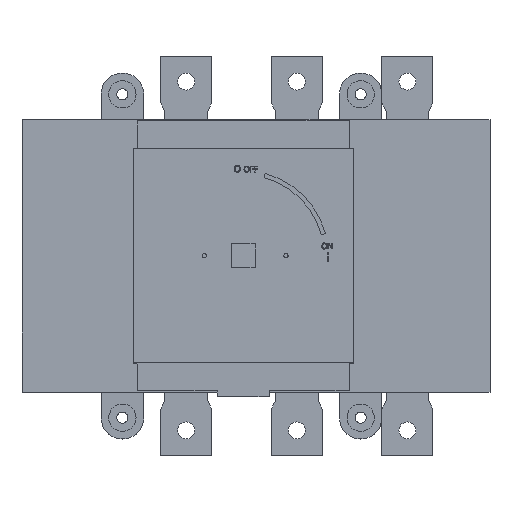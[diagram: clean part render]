
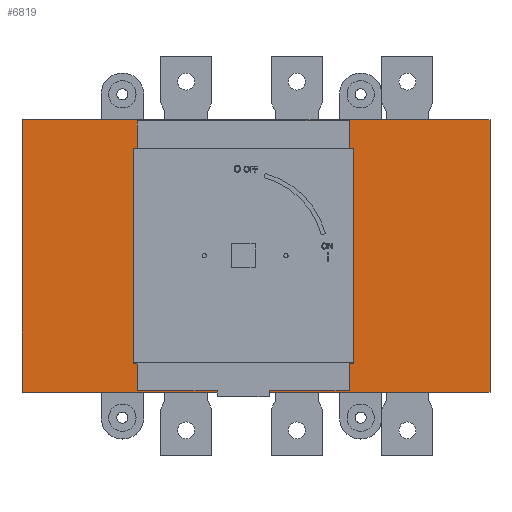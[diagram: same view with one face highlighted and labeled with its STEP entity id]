
A CAD part, top view. The second image highlights one B-rep face of the part: STEP entity #6819.
In plain terms, the highlighted planar face has unit normal (0, 0, 1).
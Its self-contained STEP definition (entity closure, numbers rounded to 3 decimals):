
#3495=CARTESIAN_POINT('',(-62.25,-63.,57.0));
#3496=VERTEX_POINT('',#3495);
#3513=CARTESIAN_POINT('',(62.25,-63.,57.0));
#3514=VERTEX_POINT('',#3513);
#3521=CARTESIAN_POINT('',(64.7,-63.,57.0));
#3522=VERTEX_POINT('',#3521);
#3523=CARTESIAN_POINT('',(64.7,-63.,57.0));
#3524=DIRECTION('',(-1.0,0.0,0.0));
#3525=VECTOR('',#3524,2.45);
#3526=LINE('',#3523,#3525);
#3527=EDGE_CURVE('',#3522,#3514,#3526,.T.);
#3536=CARTESIAN_POINT('',(-64.7,-63.,57.0));
#3537=VERTEX_POINT('',#3536);
#3544=CARTESIAN_POINT('',(-62.25,-63.,57.0));
#3545=DIRECTION('',(-1.0,0.0,0.0));
#3546=VECTOR('',#3545,2.45);
#3547=LINE('',#3544,#3546);
#3548=EDGE_CURVE('',#3496,#3537,#3547,.T.);
#3558=CARTESIAN_POINT('',(-62.25,63.,57.0));
#3559=VERTEX_POINT('',#3558);
#3568=CARTESIAN_POINT('',(-64.7,63.,57.0));
#3569=VERTEX_POINT('',#3568);
#3570=CARTESIAN_POINT('',(-64.7,63.,57.0));
#3571=DIRECTION('',(1.0,0.,0.0));
#3572=VECTOR('',#3571,2.45);
#3573=LINE('',#3570,#3572);
#3574=EDGE_CURVE('',#3569,#3559,#3573,.T.);
#3583=CARTESIAN_POINT('',(64.7,63.,57.0));
#3584=VERTEX_POINT('',#3583);
#3591=CARTESIAN_POINT('',(62.25,63.,57.0));
#3592=VERTEX_POINT('',#3591);
#3593=CARTESIAN_POINT('',(62.25,63.,57.0));
#3594=DIRECTION('',(1.0,0.,0.0));
#3595=VECTOR('',#3594,2.45);
#3596=LINE('',#3593,#3595);
#3597=EDGE_CURVE('',#3592,#3584,#3596,.T.);
#3623=CARTESIAN_POINT('',(64.7,63.,57.0));
#3624=DIRECTION('',(0.0,-1.0,0.0));
#3625=VECTOR('',#3624,126.);
#3626=LINE('',#3623,#3625);
#3627=EDGE_CURVE('',#3584,#3522,#3626,.T.);
#3640=CARTESIAN_POINT('',(-64.7,-63.,57.0));
#3641=DIRECTION('',(0.0,1.0,0.0));
#3642=VECTOR('',#3641,126.);
#3643=LINE('',#3640,#3642);
#3644=EDGE_CURVE('',#3537,#3569,#3643,.T.);
#3679=CARTESIAN_POINT('',(15.25,-79.25,57.0));
#3680=VERTEX_POINT('',#3679);
#3687=CARTESIAN_POINT('',(62.25,-79.25,57.0));
#3688=VERTEX_POINT('',#3687);
#3689=CARTESIAN_POINT('',(62.25,-79.25,57.0));
#3690=DIRECTION('',(-1.0,0.0,0.0));
#3691=VECTOR('',#3690,47.);
#3692=LINE('',#3689,#3691);
#3693=EDGE_CURVE('',#3688,#3680,#3692,.T.);
#3725=CARTESIAN_POINT('',(15.25,-80.0,57.0));
#3726=VERTEX_POINT('',#3725);
#3733=CARTESIAN_POINT('',(15.25,-79.25,57.0));
#3734=DIRECTION('',(0.0,-1.0,0.0));
#3735=VECTOR('',#3734,0.75);
#3736=LINE('',#3733,#3735);
#3737=EDGE_CURVE('',#3680,#3726,#3736,.T.);
#3787=CARTESIAN_POINT('',(-15.25,-79.25,57.0));
#3788=VERTEX_POINT('',#3787);
#3795=CARTESIAN_POINT('',(-15.25,-80.0,57.0));
#3796=VERTEX_POINT('',#3795);
#3797=CARTESIAN_POINT('',(-15.25,-80.0,57.0));
#3798=DIRECTION('',(0.0,1.0,0.0));
#3799=VECTOR('',#3798,0.75);
#3800=LINE('',#3797,#3799);
#3801=EDGE_CURVE('',#3796,#3788,#3800,.T.);
#3826=CARTESIAN_POINT('',(-62.25,-79.25,57.0));
#3827=VERTEX_POINT('',#3826);
#3834=CARTESIAN_POINT('',(-15.25,-79.25,57.0));
#3835=DIRECTION('',(-1.0,0.0,0.0));
#3836=VECTOR('',#3835,47.);
#3837=LINE('',#3834,#3836);
#3838=EDGE_CURVE('',#3788,#3827,#3837,.T.);
#3856=CARTESIAN_POINT('',(-62.25,-79.25,57.0));
#3857=DIRECTION('',(0.0,1.0,0.0));
#3858=VECTOR('',#3857,16.25);
#3859=LINE('',#3856,#3858);
#3860=EDGE_CURVE('',#3827,#3496,#3859,.T.);
#3878=CARTESIAN_POINT('',(62.25,-63.,57.0));
#3879=DIRECTION('',(0.0,-1.0,0.0));
#3880=VECTOR('',#3879,16.25);
#3881=LINE('',#3878,#3880);
#3882=EDGE_CURVE('',#3514,#3688,#3881,.T.);
#3936=CARTESIAN_POINT('',(62.25,79.25,57.0));
#3937=VERTEX_POINT('',#3936);
#3944=CARTESIAN_POINT('',(-62.25,79.25,57.0));
#3945=VERTEX_POINT('',#3944);
#3946=CARTESIAN_POINT('',(-62.25,79.25,57.0));
#3947=DIRECTION('',(1.0,0.0,0.0));
#3948=VECTOR('',#3947,124.5);
#3949=LINE('',#3946,#3948);
#3950=EDGE_CURVE('',#3945,#3937,#3949,.T.);
#3973=CARTESIAN_POINT('',(62.25,79.25,57.0));
#3974=DIRECTION('',(0.0,-1.0,0.0));
#3975=VECTOR('',#3974,16.25);
#3976=LINE('',#3973,#3975);
#3977=EDGE_CURVE('',#3937,#3592,#3976,.T.);
#3995=CARTESIAN_POINT('',(-62.25,63.,57.0));
#3996=DIRECTION('',(0.0,1.0,0.0));
#3997=VECTOR('',#3996,16.25);
#3998=LINE('',#3995,#3997);
#3999=EDGE_CURVE('',#3559,#3945,#3998,.T.);
#6141=CARTESIAN_POINT('',(-130.,80.0,57.0));
#6142=VERTEX_POINT('',#6141);
#6149=CARTESIAN_POINT('',(145.0,80.0,57.0));
#6150=VERTEX_POINT('',#6149);
#6151=CARTESIAN_POINT('',(-130.,80.0,57.0));
#6152=DIRECTION('',(1.0,0.0,0.0));
#6153=VECTOR('',#6152,275.);
#6154=LINE('',#6151,#6153);
#6155=EDGE_CURVE('',#6142,#6150,#6154,.T.);
#6670=CARTESIAN_POINT('',(145.0,-80.0,57.0));
#6671=VERTEX_POINT('',#6670);
#6672=CARTESIAN_POINT('',(145.0,80.0,57.0));
#6673=DIRECTION('',(0.0,-1.0,0.0));
#6674=VECTOR('',#6673,160.0);
#6675=LINE('',#6672,#6674);
#6676=EDGE_CURVE('',#6150,#6671,#6675,.T.);
#6709=CARTESIAN_POINT('',(145.0,-80.0,57.0));
#6710=DIRECTION('',(-1.0,0.0,0.0));
#6711=VECTOR('',#6710,129.75);
#6712=LINE('',#6709,#6711);
#6713=EDGE_CURVE('',#6671,#3726,#6712,.T.);
#6716=CARTESIAN_POINT('',(-130.,-80.0,57.0));
#6717=VERTEX_POINT('',#6716);
#6718=CARTESIAN_POINT('',(-15.25,-80.0,57.0));
#6719=DIRECTION('',(-1.0,0.0,0.0));
#6720=VECTOR('',#6719,114.75);
#6721=LINE('',#6718,#6720);
#6722=EDGE_CURVE('',#3796,#6717,#6721,.T.);
#6775=CARTESIAN_POINT('',(-130.,-80.0,57.0));
#6776=DIRECTION('',(0.0,1.0,0.0));
#6777=VECTOR('',#6776,160.0);
#6778=LINE('',#6775,#6777);
#6779=EDGE_CURVE('',#6717,#6142,#6778,.T.);
#6792=CARTESIAN_POINT('',(7.5,0.,57.0));
#6793=DIRECTION('',(0.0,0.0,1.0));
#6794=DIRECTION('',(1.0,0.0,0.0));
#6795=AXIS2_PLACEMENT_3D('',#6792,#6793,#6794);
#6796=PLANE('',#6795);
#6797=ORIENTED_EDGE('',*,*,#3574,.T.);
#6798=ORIENTED_EDGE('',*,*,#3999,.T.);
#6799=ORIENTED_EDGE('',*,*,#3950,.T.);
#6800=ORIENTED_EDGE('',*,*,#3977,.T.);
#6801=ORIENTED_EDGE('',*,*,#3597,.T.);
#6802=ORIENTED_EDGE('',*,*,#3627,.T.);
#6803=ORIENTED_EDGE('',*,*,#3527,.T.);
#6804=ORIENTED_EDGE('',*,*,#3882,.T.);
#6805=ORIENTED_EDGE('',*,*,#3693,.T.);
#6806=ORIENTED_EDGE('',*,*,#3737,.T.);
#6807=ORIENTED_EDGE('',*,*,#6713,.F.);
#6808=ORIENTED_EDGE('',*,*,#6676,.F.);
#6809=ORIENTED_EDGE('',*,*,#6155,.F.);
#6810=ORIENTED_EDGE('',*,*,#6779,.F.);
#6811=ORIENTED_EDGE('',*,*,#6722,.F.);
#6812=ORIENTED_EDGE('',*,*,#3801,.T.);
#6813=ORIENTED_EDGE('',*,*,#3838,.T.);
#6814=ORIENTED_EDGE('',*,*,#3860,.T.);
#6815=ORIENTED_EDGE('',*,*,#3548,.T.);
#6816=ORIENTED_EDGE('',*,*,#3644,.T.);
#6817=EDGE_LOOP('',(#6797,#6798,#6799,#6800,#6801,#6802,#6803,#6804,#6805,#6806,#6807,#6808,#6809,#6810,#6811,#6812,#6813,#6814,#6815,#6816));
#6818=FACE_OUTER_BOUND('',#6817,.T.);
#6819=ADVANCED_FACE('',(#6818),#6796,.T.);
